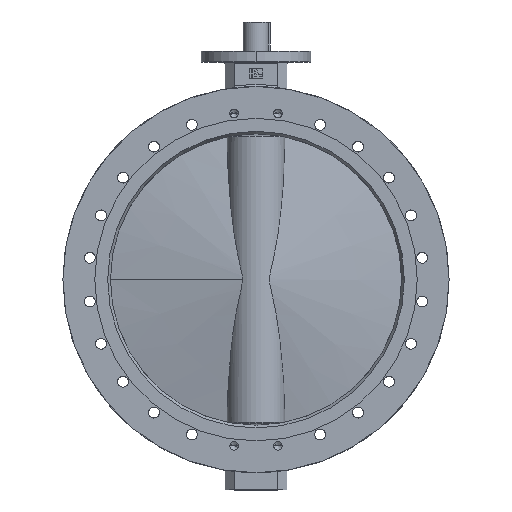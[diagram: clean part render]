
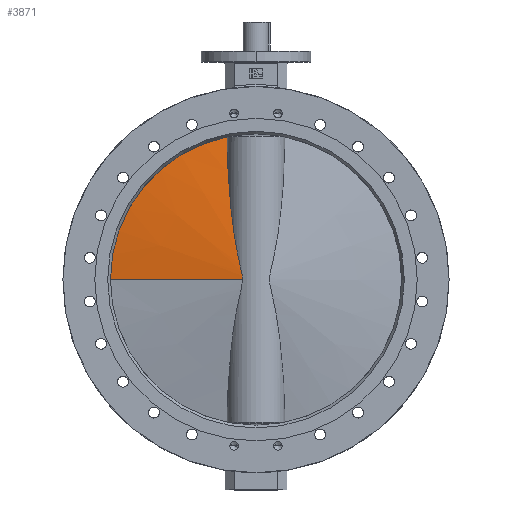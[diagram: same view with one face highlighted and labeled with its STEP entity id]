
A CAD part, top view. The second image highlights one B-rep face of the part: STEP entity #3871.
In plain terms, the highlighted conical face has half-angle 79.895 degrees and reference radius 5611.26 mm.
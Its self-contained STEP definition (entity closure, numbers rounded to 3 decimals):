
#225 = VERTEX_POINT ( 'NONE', #361 ) ;
#288 = VERTEX_POINT ( 'NONE', #428 ) ;
#361 = CARTESIAN_POINT ( 'NONE',  ( 70.894, 0., 37.068 ) ) ;
#428 = CARTESIAN_POINT ( 'NONE',  ( 6.29, 0., 399.578 ) ) ;
#537 = ORIENTED_EDGE ( 'NONE', *, *, #9674, .T. ) ;
#538 = ORIENTED_EDGE ( 'NONE', *, *, #9672, .F. ) ;
#965 = VERTEX_POINT ( 'NONE', #1961 ) ;
#1390 = EDGE_LOOP ( 'NONE', ( #4523, #538, #537 ) ) ;
#1961 = CARTESIAN_POINT ( 'NONE',  ( 6.29, 391.538, 79.752 ) ) ;
#2252 = DIRECTION ( 'NONE',  ( 0., 0., 1. ) ) ;
#2253 = CARTESIAN_POINT ( 'NONE',  ( -922.5, 0., 0. ) ) ;
#2254 = DIRECTION ( 'NONE',  ( -1., 0., 0. ) ) ;
#2587 = FACE_OUTER_BOUND ( 'NONE', #1390, .T. ) ;
#2594 = CONICAL_SURFACE ( 'NONE', #4764, 5611.261, 1.394 ) ;
#3871 = ADVANCED_FACE ( 'NONE', ( #2587 ), #2594, .T. ) ;
#4523 = ORIENTED_EDGE ( 'NONE', *, *, #9622, .F. ) ;
#4764 = AXIS2_PLACEMENT_3D ( 'NONE', #2253, #2254, #2252 ) ;
#4942 = CARTESIAN_POINT ( 'NONE',  ( 77.5, 0., 0. ) ) ;
#4982 = DIRECTION ( 'NONE',  ( -0.175, 0., 0.984 ) ) ;
#5275 = CARTESIAN_POINT ( 'NONE',  ( 6.29, 391.538, 79.752 ) ) ;
#5323 = LINE ( 'NONE', #4942, #5331 ) ;
#5331 = VECTOR ( 'NONE', #4982, 1000. ) ;
#5388 = CIRCLE ( 'NONE', #6376, 399.578 ) ;
#5894 = CARTESIAN_POINT ( 'NONE',  ( 9.164, 375.128, 79.526 ) ) ;
#5898 = CARTESIAN_POINT ( 'NONE',  ( 12.036, 358.722, 79.143 ) ) ;
#5899 = CARTESIAN_POINT ( 'NONE',  ( 17.777, 325.92, 78.055 ) ) ;
#5900 = CARTESIAN_POINT ( 'NONE',  ( 20.646, 309.523, 77.348 ) ) ;
#5901 = CARTESIAN_POINT ( 'NONE',  ( 26.378, 276.739, 75.586 ) ) ;
#5902 = CARTESIAN_POINT ( 'NONE',  ( 29.243, 260.35, 74.529 ) ) ;
#5903 = CARTESIAN_POINT ( 'NONE',  ( 34.958, 227.617, 72.026 ) ) ;
#5904 = CARTESIAN_POINT ( 'NONE',  ( 37.81, 211.269, 70.579 ) ) ;
#5905 = CARTESIAN_POINT ( 'NONE',  ( 43.496, 178.615, 67.224 ) ) ;
#5906 = CARTESIAN_POINT ( 'NONE',  ( 46.33, 162.31, 65.317 ) ) ;
#5907 = CARTESIAN_POINT ( 'NONE',  ( 50.558, 137.889, 62.025 ) ) ;
#5908 = CARTESIAN_POINT ( 'NONE',  ( 51.963, 129.755, 60.855 ) ) ;
#5909 = CARTESIAN_POINT ( 'NONE',  ( 54.758, 113.514, 58.353 ) ) ;
#5910 = CARTESIAN_POINT ( 'NONE',  ( 56.148, 105.407, 57.02 ) ) ;
#5911 = CARTESIAN_POINT ( 'NONE',  ( 58.905, 89.222, 54.167 ) ) ;
#5912 = CARTESIAN_POINT ( 'NONE',  ( 60.272, 81.143, 52.647 ) ) ;
#5913 = CARTESIAN_POINT ( 'NONE',  ( 62.288, 69.047, 50.213 ) ) ;
#5914 = CARTESIAN_POINT ( 'NONE',  ( 62.954, 65.019, 49.376 ) ) ;
#5915 = CARTESIAN_POINT ( 'NONE',  ( 64.268, 56.968, 47.653 ) ) ;
#5916 = CARTESIAN_POINT ( 'NONE',  ( 64.916, 52.945, 46.767 ) ) ;
#5917 = CARTESIAN_POINT ( 'NONE',  ( 66.182, 44.903, 44.957 ) ) ;
#5918 = CARTESIAN_POINT ( 'NONE',  ( 66.801, 40.883, 44.032 ) ) ;
#5919 = CARTESIAN_POINT ( 'NONE',  ( 67.688, 34.847, 42.646 ) ) ;
#5920 = CARTESIAN_POINT ( 'NONE',  ( 67.976, 32.834, 42.184 ) ) ;
#5921 = CARTESIAN_POINT ( 'NONE',  ( 68.534, 28.803, 41.272 ) ) ;
#5922 = CARTESIAN_POINT ( 'NONE',  ( 68.803, 26.785, 40.822 ) ) ;
#5923 = CARTESIAN_POINT ( 'NONE',  ( 69.312, 22.741, 39.951 ) ) ;
#5924 = CARTESIAN_POINT ( 'NONE',  ( 69.552, 20.714, 39.531 ) ) ;
#5925 = CARTESIAN_POINT ( 'NONE',  ( 69.99, 16.644, 38.751 ) ) ;
#5926 = CARTESIAN_POINT ( 'NONE',  ( 70.188, 14.601, 38.39 ) ) ;
#5927 = CARTESIAN_POINT ( 'NONE',  ( 70.521, 10.488, 37.774 ) ) ;
#5928 = CARTESIAN_POINT ( 'NONE',  ( 70.657, 8.419, 37.518 ) ) ;
#5929 = CARTESIAN_POINT ( 'NONE',  ( 70.844, 4.241, 37.165 ) ) ;
#5930 = CARTESIAN_POINT ( 'NONE',  ( 70.894, 2.132, 37.068 ) ) ;
#5931 = CARTESIAN_POINT ( 'NONE',  ( 70.894, 0., 37.068 ) ) ;
#5934 = CARTESIAN_POINT ( 'NONE',  ( 6.29, 0., 0. ) ) ;
#5935 = DIRECTION ( 'NONE',  ( 1., 0., 0. ) ) ;
#5936 = DIRECTION ( 'NONE',  ( 0., 0., -1. ) ) ;
#6376 = AXIS2_PLACEMENT_3D ( 'NONE', #5934, #5935, #5936 ) ;
#7740 = B_SPLINE_CURVE_WITH_KNOTS ( 'NONE', 3,
 ( #5275, #5894, #5898, #5899, #5900, #5901, #5902, #5903, #5904, #5905, #5906, #5907, #5908, #5909, #5910, #5911, #5912, #5913, #5914, #5915, #5916, #5917, #5918, #5919, #5920, #5921, #5922, #5923, #5924, #5925, #5926, #5927, #5928, #5929, #5930, #5931 ),
 .UNSPECIFIED., .F., .F.,
 ( 4, 2, 2, 2, 2, 2, 2, 2, 2, 2, 2, 2, 2, 2, 2, 2, 2, 4 ),
 ( 0.042, 0.092, 0.142, 0.192, 0.242, 0.291, 0.316, 0.341, 0.366, 0.379, 0.391, 0.404, 0.41, 0.416, 0.423, 0.429, 0.435, 0.441 ),
 .UNSPECIFIED. ) ;
#9622 = EDGE_CURVE ( 'NONE', #225, #288, #5323, .T. ) ;
#9672 = EDGE_CURVE ( 'NONE', #965, #225, #7740, .T. ) ;
#9674 = EDGE_CURVE ( 'NONE', #965, #288, #5388, .T. ) ;
